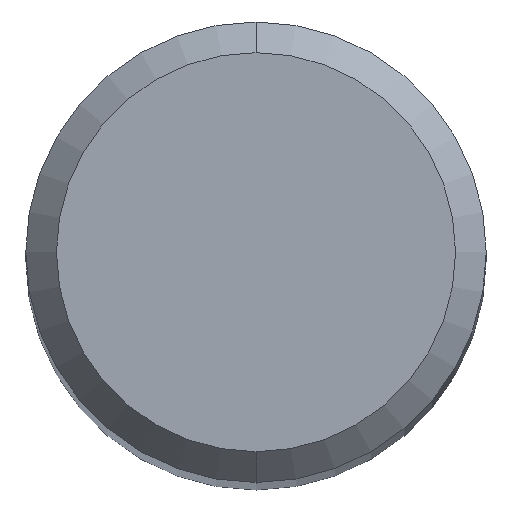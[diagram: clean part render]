
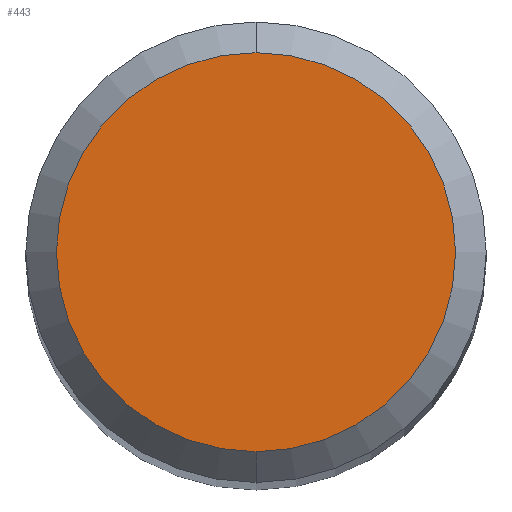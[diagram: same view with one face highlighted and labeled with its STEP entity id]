
A CAD part, top view. The second image highlights one B-rep face of the part: STEP entity #443.
In plain terms, the highlighted planar face has unit normal (0, 0, 1).
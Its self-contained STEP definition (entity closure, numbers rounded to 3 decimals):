
#225=EDGE_CURVE('',#319,#461,#539,.T.);
#319=VERTEX_POINT('',#643);
#399=EDGE_CURVE('',#461,#319,#732,.T.);
#443=ADVANCED_FACE('',(#778),#779,.T.);
#461=VERTEX_POINT('',#798);
#539=CIRCLE('',#931,2.6);
#643=CARTESIAN_POINT('',(0.0,2.6,0.0));
#732=CIRCLE('',#1260,2.6);
#778=FACE_OUTER_BOUND('',#1397,.T.);
#779=PLANE('',#1398);
#798=CARTESIAN_POINT('',(0.,-2.6,0.0));
#931=AXIS2_PLACEMENT_3D('',#1510,#1511,#1512);
#1260=AXIS2_PLACEMENT_3D('',#1739,#1740,#1741);
#1397=EDGE_LOOP('',(#1778,#1779));
#1398=AXIS2_PLACEMENT_3D('',#1780,#1781,#1782);
#1510=CARTESIAN_POINT('',(0.0,0.0,0.0));
#1511=DIRECTION('',(0.0,0.0,-1.0));
#1512=DIRECTION('',(0.0,1.0,0.0));
#1739=CARTESIAN_POINT('',(0.0,0.0,0.0));
#1740=DIRECTION('',(0.0,0.0,-1.0));
#1741=DIRECTION('',(0.0,1.0,0.0));
#1778=ORIENTED_EDGE('',*,*,#225,.F.);
#1779=ORIENTED_EDGE('',*,*,#399,.F.);
#1780=CARTESIAN_POINT('',(0.0,1.3,0.0));
#1781=DIRECTION('',(-0.0,0.0,1.0));
#1782=DIRECTION('',(0.0,-1.0,0.0));
